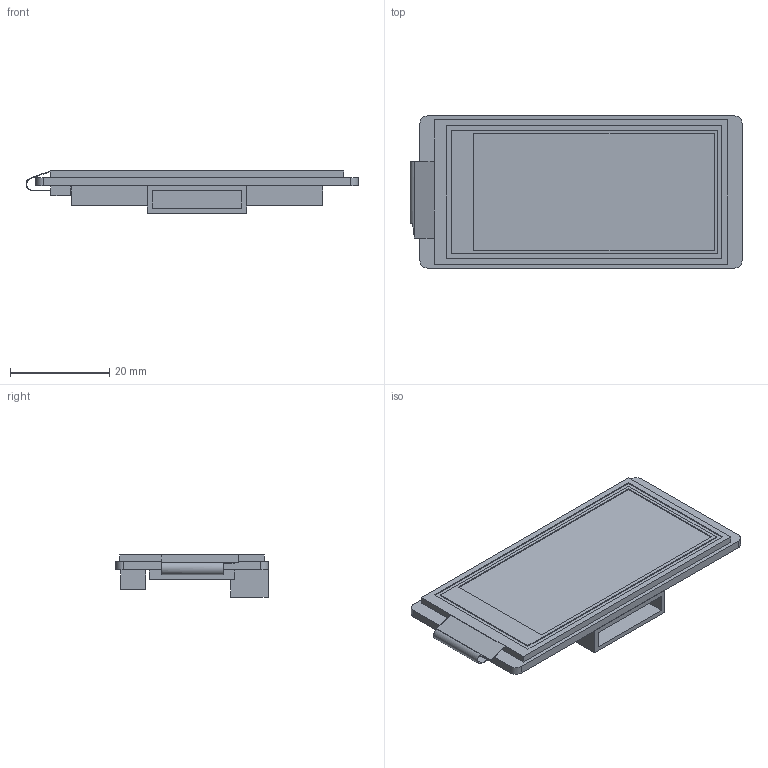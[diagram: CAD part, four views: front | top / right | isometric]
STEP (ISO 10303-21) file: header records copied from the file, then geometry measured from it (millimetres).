
FILE_DESCRIPTION(('FreeCAD Model'),'2;1');
FILE_NAME('Waveshare_2-13inch-e-Paper-HAT-B.step','2018-12-07T21:45:54',( 'kicad StepUp'),('ksu MCAD'),'Open CASCADE STEP processor 7.2', 'FreeCAD','Unknown');
FILE_SCHEMA(('AUTOMOTIVE_DESIGN { 1 0 10303 214 1 1 1 1 }'));
Length unit declared in the file: millimetre
Products named in the file (1): Waveshare_2-13inch-e-Paper-HAT-B
Bounding box: 67 x 30.7 x 8.5 mm (x, y, z)
Volume: 6984.5 mm3; surface area: 6440.3 mm2
Topology: 1 solids, 1 shells, 260 faces, 630 edges, 419 vertices
Faces by surface type: plane 254, cylinder 6
Entity records: 9283 total; most frequent: CARTESIAN_POINT 1316, ORIENTED_EDGE 1260, DIRECTION 1162, EDGE_CURVE 630, LINE 616, VECTOR 616, VERTEX_POINT 419, FACE_BOUND 309
